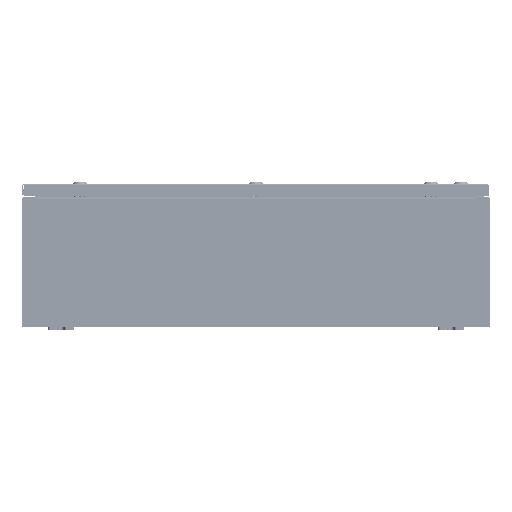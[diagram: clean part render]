
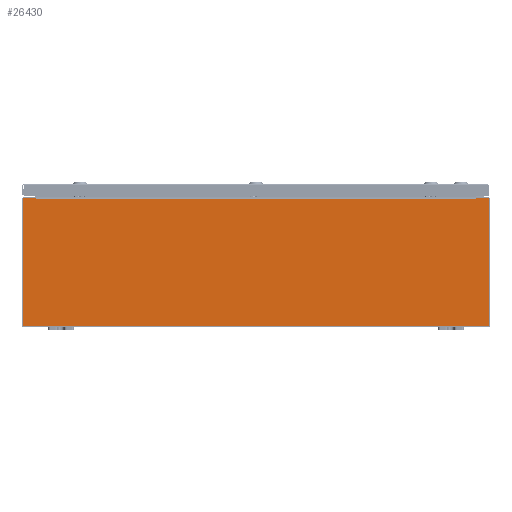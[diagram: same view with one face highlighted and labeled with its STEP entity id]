
A CAD part, front view. The second image highlights one B-rep face of the part: STEP entity #26430.
In plain terms, the highlighted face is planar.
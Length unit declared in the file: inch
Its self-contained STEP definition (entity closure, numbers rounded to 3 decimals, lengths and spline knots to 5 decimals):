
#336 = CARTESIAN_POINT ( 'NONE',  ( 16.90588, 0., 4.87495 ) ) ;
#832 = CARTESIAN_POINT ( 'NONE',  ( -16.8872, 0., 4.87495 ) ) ;
#887 = DIRECTION ( 'NONE',  ( 0., -1., 0. ) ) ;
#1954 = EDGE_CURVE ( 'NONE', #29519, #15847, #18357, .T. ) ;
#2367 = VERTEX_POINT ( 'NONE', #48772 ) ;
#4550 = ORIENTED_EDGE ( 'NONE', *, *, #61374, .F. ) ;
#5684 = DIRECTION ( 'NONE',  ( 0., 0., -1. ) ) ;
#6086 = ORIENTED_EDGE ( 'NONE', *, *, #39529, .T. ) ;
#6960 = CARTESIAN_POINT ( 'NONE',  ( 16.92455, 0., 4.87495 ) ) ;
#7324 = DIRECTION ( 'NONE',  ( 0., 0., -1. ) ) ;
#7888 = EDGE_CURVE ( 'NONE', #29519, #38146, #40488, .T. ) ;
#8886 = CARTESIAN_POINT ( 'NONE',  ( 16.8872, 0., 0. ) ) ;
#10712 = ORIENTED_EDGE ( 'NONE', *, *, #67639, .F. ) ;
#13207 = ORIENTED_EDGE ( 'NONE', *, *, #1954, .F. ) ;
#13834 = LINE ( 'NONE', #20220, #68623 ) ;
#14241 = DIRECTION ( 'NONE',  ( 0., 0., 1. ) ) ;
#14982 = ORIENTED_EDGE ( 'NONE', *, *, #51786, .F. ) ;
#15847 = VERTEX_POINT ( 'NONE', #832 ) ;
#16230 = ORIENTED_EDGE ( 'NONE', *, *, #24900, .F. ) ;
#16291 = CARTESIAN_POINT ( 'NONE',  ( -16.8872, 0., 4.9123 ) ) ;
#16668 = VECTOR ( 'NONE', #26771, 39.37008 ) ;
#16936 = PLANE ( 'NONE',  #22778 ) ;
#18357 = LINE ( 'NONE', #21659, #16668 ) ;
#20220 = CARTESIAN_POINT ( 'NONE',  ( -16.92455, 0., 0. ) ) ;
#21659 = CARTESIAN_POINT ( 'NONE',  ( -16.8872, 0., 0. ) ) ;
#22690 = DIRECTION ( 'NONE',  ( 0., 0., -1. ) ) ;
#22778 = AXIS2_PLACEMENT_3D ( 'NONE', #43420, #887, #54036 ) ;
#23683 = VERTEX_POINT ( 'NONE', #34156 ) ;
#24316 = EDGE_CURVE ( 'NONE', #50382, #2367, #62042, .T. ) ;
#24764 = DIRECTION ( 'NONE',  ( 1., 0., 0. ) ) ;
#24900 = EDGE_CURVE ( 'NONE', #23683, #38277, #13834, .T. ) ;
#25420 = CARTESIAN_POINT ( 'NONE',  ( 17.9253, 0., 4.9253 ) ) ;
#25490 = CARTESIAN_POINT ( 'NONE',  ( -16.92455, 0., 4.9253 ) ) ;
#25578 = DIRECTION ( 'NONE',  ( 0., 0., 1. ) ) ;
#25709 = EDGE_CURVE ( 'NONE', #64423, #64946, #32901, .T. ) ;
#25935 = VECTOR ( 'NONE', #41415, 39.37008 ) ;
#26430 = ADVANCED_FACE ( 'NONE', ( #64345 ), #16936, .F. ) ;
#26771 = DIRECTION ( 'NONE',  ( 0., 0., -1. ) ) ;
#27149 = VECTOR ( 'NONE', #24764, 39.37008 ) ;
#27589 = LINE ( 'NONE', #36096, #25935 ) ;
#28277 = VERTEX_POINT ( 'NONE', #63633 ) ;
#28586 = AXIS2_PLACEMENT_3D ( 'NONE', #30476, #67557, #35817 ) ;
#29519 = VERTEX_POINT ( 'NONE', #67930 ) ;
#30342 = CARTESIAN_POINT ( 'NONE',  ( -17.9253, 0., 4.9253 ) ) ;
#30476 = CARTESIAN_POINT ( 'NONE',  ( -16.90587, 0., 4.87495 ) ) ;
#30522 = VECTOR ( 'NONE', #65991, 39.37008 ) ;
#30777 = EDGE_LOOP ( 'NONE', ( #16230, #10712, #13207, #61574, #14982, #67652, #4550, #6086, #51633, #30850, #60201, #48288 ) ) ;
#30850 = ORIENTED_EDGE ( 'NONE', *, *, #24316, .T. ) ;
#32427 = EDGE_CURVE ( 'NONE', #59650, #38277, #44635, .T. ) ;
#32584 = EDGE_CURVE ( 'NONE', #2367, #59650, #52031, .T. ) ;
#32594 = CIRCLE ( 'NONE', #28586, 0.01867 ) ;
#32901 = CIRCLE ( 'NONE', #55178, 0.01867 ) ;
#33416 = CARTESIAN_POINT ( 'NONE',  ( 17.9253, 0., 4.9253 ) ) ;
#34156 = CARTESIAN_POINT ( 'NONE',  ( -16.92455, 0., 4.87495 ) ) ;
#34735 = VECTOR ( 'NONE', #7324, 39.37008 ) ;
#35362 = LINE ( 'NONE', #33416, #63517 ) ;
#35817 = DIRECTION ( 'NONE',  ( 0., 0., -1. ) ) ;
#36096 = CARTESIAN_POINT ( 'NONE',  ( -17.9253, 0., 4.9253 ) ) ;
#36203 = EDGE_CURVE ( 'NONE', #68779, #50382, #35362, .T. ) ;
#37537 = DIRECTION ( 'NONE',  ( 0., 1., 0. ) ) ;
#37968 = VECTOR ( 'NONE', #57409, 39.37008 ) ;
#38146 = VERTEX_POINT ( 'NONE', #40361 ) ;
#38277 = VERTEX_POINT ( 'NONE', #25490 ) ;
#38808 = VECTOR ( 'NONE', #53394, 39.37008 ) ;
#39109 = CARTESIAN_POINT ( 'NONE',  ( -17.9253, 0., -4.9253 ) ) ;
#39529 = EDGE_CURVE ( 'NONE', #28277, #68779, #27589, .T. ) ;
#40361 = CARTESIAN_POINT ( 'NONE',  ( 16.8872, 0., 4.9123 ) ) ;
#40488 = LINE ( 'NONE', #16291, #38808 ) ;
#41415 = DIRECTION ( 'NONE',  ( 1., 0., 0. ) ) ;
#43420 = CARTESIAN_POINT ( 'NONE',  ( 0., 0., 0. ) ) ;
#44635 = LINE ( 'NONE', #30342, #27149 ) ;
#48132 = LINE ( 'NONE', #8886, #60575 ) ;
#48288 = ORIENTED_EDGE ( 'NONE', *, *, #32427, .T. ) ;
#48772 = CARTESIAN_POINT ( 'NONE',  ( -17.9253, 0., -4.9253 ) ) ;
#50382 = VERTEX_POINT ( 'NONE', #54585 ) ;
#51633 = ORIENTED_EDGE ( 'NONE', *, *, #36203, .T. ) ;
#51786 = EDGE_CURVE ( 'NONE', #64946, #38146, #48132, .T. ) ;
#51841 = CARTESIAN_POINT ( 'NONE',  ( -17.9253, 0., 4.9253 ) ) ;
#52031 = LINE ( 'NONE', #51841, #37968 ) ;
#53394 = DIRECTION ( 'NONE',  ( 1., 0., 0. ) ) ;
#54036 = DIRECTION ( 'NONE',  ( 0., 0., -1. ) ) ;
#54585 = CARTESIAN_POINT ( 'NONE',  ( 17.9253, 0., -4.9253 ) ) ;
#55178 = AXIS2_PLACEMENT_3D ( 'NONE', #336, #37537, #5684 ) ;
#55920 = CARTESIAN_POINT ( 'NONE',  ( 16.8872, 0., 4.87495 ) ) ;
#57409 = DIRECTION ( 'NONE',  ( 0., 0., 1. ) ) ;
#59537 = LINE ( 'NONE', #65828, #34735 ) ;
#59650 = VERTEX_POINT ( 'NONE', #64895 ) ;
#60201 = ORIENTED_EDGE ( 'NONE', *, *, #32584, .T. ) ;
#60575 = VECTOR ( 'NONE', #14241, 39.37008 ) ;
#61374 = EDGE_CURVE ( 'NONE', #28277, #64423, #59537, .T. ) ;
#61574 = ORIENTED_EDGE ( 'NONE', *, *, #7888, .T. ) ;
#62042 = LINE ( 'NONE', #39109, #30522 ) ;
#63517 = VECTOR ( 'NONE', #22690, 39.37008 ) ;
#63633 = CARTESIAN_POINT ( 'NONE',  ( 16.92455, 0., 4.9253 ) ) ;
#64345 = FACE_OUTER_BOUND ( 'NONE', #30777, .T. ) ;
#64423 = VERTEX_POINT ( 'NONE', #6960 ) ;
#64895 = CARTESIAN_POINT ( 'NONE',  ( -17.9253, 0., 4.9253 ) ) ;
#64946 = VERTEX_POINT ( 'NONE', #55920 ) ;
#65828 = CARTESIAN_POINT ( 'NONE',  ( 16.92455, 0., 0. ) ) ;
#65991 = DIRECTION ( 'NONE',  ( -1., 0., 0. ) ) ;
#67557 = DIRECTION ( 'NONE',  ( 0., 1., 0. ) ) ;
#67639 = EDGE_CURVE ( 'NONE', #15847, #23683, #32594, .T. ) ;
#67652 = ORIENTED_EDGE ( 'NONE', *, *, #25709, .F. ) ;
#67930 = CARTESIAN_POINT ( 'NONE',  ( -16.8872, 0., 4.9123 ) ) ;
#68623 = VECTOR ( 'NONE', #25578, 39.37008 ) ;
#68779 = VERTEX_POINT ( 'NONE', #25420 ) ;
